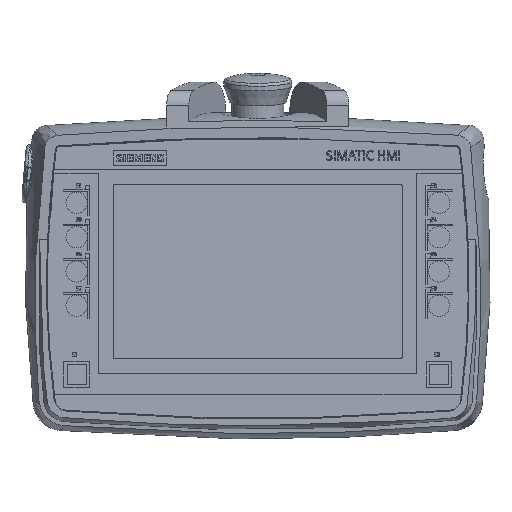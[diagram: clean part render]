
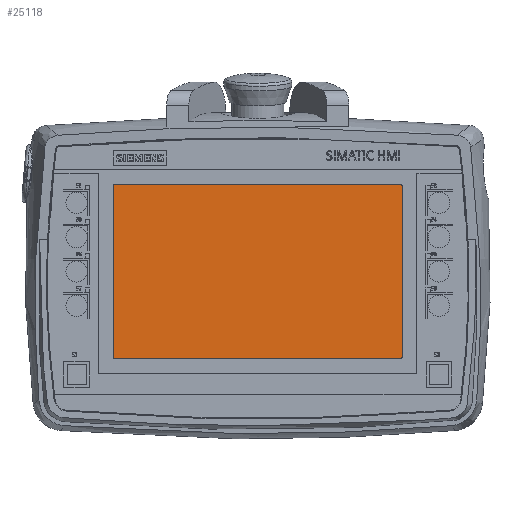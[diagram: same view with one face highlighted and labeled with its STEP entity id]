
A CAD part, top view. The second image highlights one B-rep face of the part: STEP entity #25118.
In plain terms, the highlighted planar face has unit normal (0, 0, 1).
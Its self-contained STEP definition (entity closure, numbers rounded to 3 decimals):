
#17026=CIRCLE('',#55405,1.);
#17027=CIRCLE('',#55408,1.);
#17028=CIRCLE('',#55411,1.);
#17029=CIRCLE('',#55414,1.);
#17345=PLANE('',#55416);
#19393=LINE('',#69660,#22226);
#19397=LINE('',#69670,#22230);
#19400=LINE('',#69678,#22233);
#19403=LINE('',#69686,#22236);
#22226=VECTOR('',#58665,1.);
#22230=VECTOR('',#58675,1.);
#22233=VECTOR('',#58684,1.);
#22236=VECTOR('',#58693,1.);
#25118=ADVANCED_FACE('',(#27514),#17345,.T.);
#27514=FACE_OUTER_BOUND('',#29680,.T.);
#29680=EDGE_LOOP('',(#35859,#35860,#35861,#35862,#35863,#35864,#35865,#35866));
#35859=ORIENTED_EDGE('',*,*,#50278,.F.);
#35860=ORIENTED_EDGE('',*,*,#50281,.F.);
#35861=ORIENTED_EDGE('',*,*,#50283,.F.);
#35862=ORIENTED_EDGE('',*,*,#50285,.F.);
#35863=ORIENTED_EDGE('',*,*,#50287,.F.);
#35864=ORIENTED_EDGE('',*,*,#50289,.F.);
#35865=ORIENTED_EDGE('',*,*,#50291,.F.);
#35866=ORIENTED_EDGE('',*,*,#50292,.F.);
#46375=VERTEX_POINT('',#69659);
#46376=VERTEX_POINT('',#69661);
#46377=VERTEX_POINT('',#69665);
#46378=VERTEX_POINT('',#69669);
#46379=VERTEX_POINT('',#69673);
#46380=VERTEX_POINT('',#69677);
#46381=VERTEX_POINT('',#69681);
#46382=VERTEX_POINT('',#69685);
#50278=EDGE_CURVE('',#46375,#46376,#19393,.T.);
#50281=EDGE_CURVE('',#46377,#46375,#17026,.T.);
#50283=EDGE_CURVE('',#46378,#46377,#19397,.T.);
#50285=EDGE_CURVE('',#46379,#46378,#17027,.T.);
#50287=EDGE_CURVE('',#46380,#46379,#19400,.T.);
#50289=EDGE_CURVE('',#46381,#46380,#17028,.T.);
#50291=EDGE_CURVE('',#46382,#46381,#19403,.T.);
#50292=EDGE_CURVE('',#46376,#46382,#17029,.T.);
#55405=AXIS2_PLACEMENT_3D('',#69666,#58670,#58671);
#55408=AXIS2_PLACEMENT_3D('',#69674,#58679,#58680);
#55411=AXIS2_PLACEMENT_3D('',#69682,#58688,#58689);
#55414=AXIS2_PLACEMENT_3D('',#69688,#58696,#58697);
#55416=AXIS2_PLACEMENT_3D('',#69690,#58700,#58701);
#58665=DIRECTION('',(0.,1.,0.));
#58670=DIRECTION('',(0.,0.,-1.));
#58671=DIRECTION('',(1.,0.,0.));
#58675=DIRECTION('',(-1.,0.,0.));
#58679=DIRECTION('',(0.,0.,-1.));
#58680=DIRECTION('',(1.,0.,0.));
#58684=DIRECTION('',(0.,-1.,0.));
#58688=DIRECTION('',(0.,0.,-1.));
#58689=DIRECTION('',(1.,0.,0.));
#58693=DIRECTION('',(1.,0.,0.));
#58696=DIRECTION('',(0.,0.,-1.));
#58697=DIRECTION('',(1.,0.,0.));
#58700=DIRECTION('',(0.,0.,1.));
#58701=DIRECTION('',(1.,0.,0.));
#69659=CARTESIAN_POINT('',(-76.95,-43.65,15.7));
#69660=CARTESIAN_POINT('',(-76.95,47.25,15.7));
#69661=CARTESIAN_POINT('',(-76.95,47.25,15.7));
#69665=CARTESIAN_POINT('',(-75.95,-44.65,15.7));
#69666=CARTESIAN_POINT('',(-75.95,-43.65,15.7));
#69669=CARTESIAN_POINT('',(75.95,-44.65,15.7));
#69670=CARTESIAN_POINT('',(-75.95,-44.65,15.7));
#69673=CARTESIAN_POINT('',(76.95,-43.65,15.7));
#69674=CARTESIAN_POINT('',(75.95,-43.65,15.7));
#69677=CARTESIAN_POINT('',(76.95,47.25,15.7));
#69678=CARTESIAN_POINT('',(76.95,-43.65,15.7));
#69681=CARTESIAN_POINT('',(75.95,48.25,15.7));
#69682=CARTESIAN_POINT('',(75.95,47.25,15.7));
#69685=CARTESIAN_POINT('',(-75.95,48.25,15.7));
#69686=CARTESIAN_POINT('',(75.95,48.25,15.7));
#69688=CARTESIAN_POINT('',(-75.95,47.25,15.7));
#69690=CARTESIAN_POINT('',(-75.95,-43.65,15.7));
